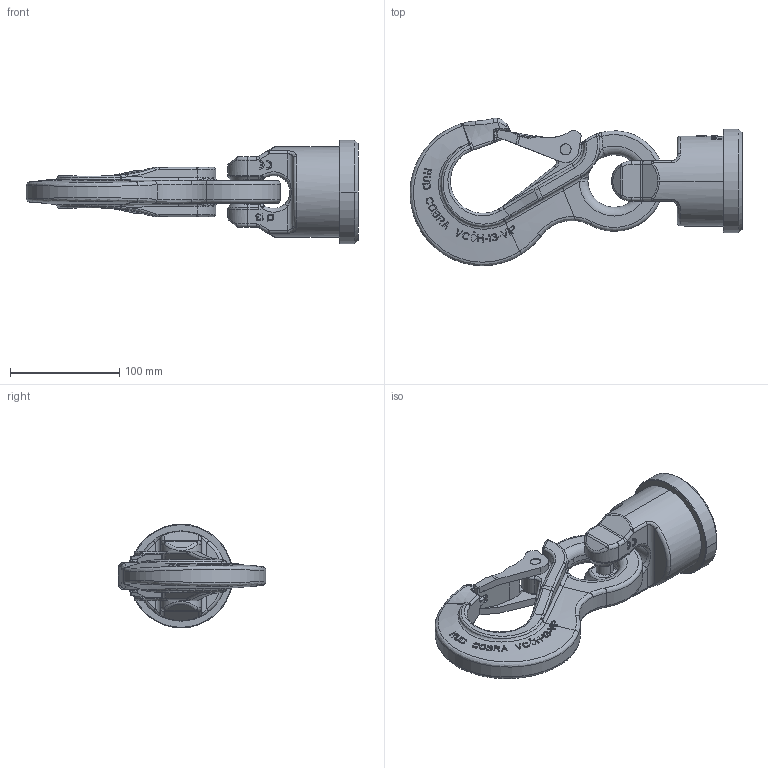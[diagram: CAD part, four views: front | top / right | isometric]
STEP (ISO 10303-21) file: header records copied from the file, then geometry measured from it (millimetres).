
FILE_DESCRIPTION((''),'2;1');
FILE_NAME('001-M31395-P-40_ASM','2019-04-29T',('anja.joas'),(''),'PRO/ENGINEER BY PARAMETRIC TECHNOLOGY CORPORATION, 2011490','PRO/ENGINEER BY PARAMETRIC TECHNOLOGY CORPORATION, 2011490','');
FILE_SCHEMA(('CONFIG_CONTROL_DESIGN'));
Products named in the file (6): 001-M31395-P-20_AF0; 001-M31395-P-50; 001-M31479-P-01; 001-M31480-001; 001-M31479-P-01_ASM; 001-M31395-P-40_ASM
Assembly tree (5 placements, depth 3):
  001-M31395-P-40_ASM
    001-M31395-P-20_AF0
    001-M31395-P-50
    001-M31479-P-01_ASM
      001-M31479-P-01
      001-M31480-001
Bounding box: 303.97 x 135 x 95 mm (x, y, z)
Volume: 827259.6 mm3; surface area: 116827.5 mm2
Topology: 4 solids, 4 shells, 1330 faces, 3548 edges, 2258 vertices
Faces by surface type: plane 857, bspline 227, cylinder 146, torus 48, sphere 46, cone 6
Entity records: 58552 total; most frequent: CARTESIAN_POINT 28933, ORIENTED_EDGE 7040, DIRECTION 4777, EDGE_CURVE 3520, VERTEX_POINT 2258, AXIS2_PLACEMENT_3D 1676, B_SPLINE_CURVE_WITH_KNOTS 1535, VECTOR 1425
